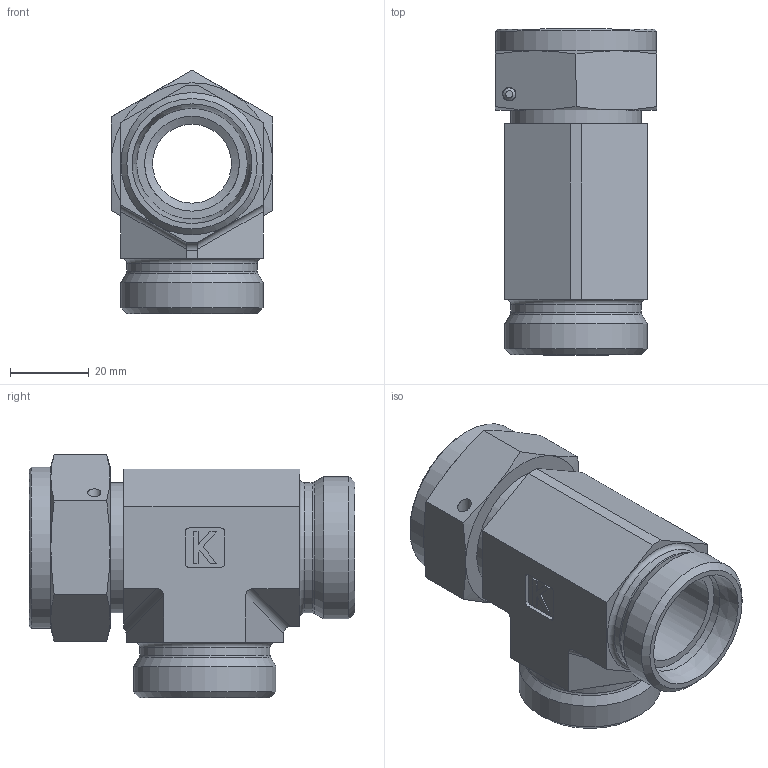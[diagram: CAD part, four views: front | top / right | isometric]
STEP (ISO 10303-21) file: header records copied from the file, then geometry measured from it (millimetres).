
FILE_DESCRIPTION((''),'2;1');
FILE_NAME('376882536.stp','2013-12-04T11:45:11',('User'),(''),'Autodesk Inventor 2012','Autodesk Inventor 2012','');
FILE_SCHEMA(('AUTOMOTIVE_DESIGN { 1 0 10303 214 1 1 1 1 }'));
Length unit declared in the file: millimetre
Products named in the file (1): Součást4
Bounding box: 41 x 82.5 x 61.67 mm (x, y, z)
Volume: 63939.5 mm3; surface area: 25116.1 mm2
Topology: 2 solids, 2 shells, 115 faces, 273 edges, 174 vertices
Faces by surface type: plane 55, cone 26, cylinder 25, torus 9
Full cylindrical faces by diameter (mm): 3.4 x1, 20 x1, 24 x2, 28 x2, 33 x3, 33.835 x1, 36 x2, 40.8 x1
Entity records: 3130 total; most frequent: CARTESIAN_POINT 650, DIRECTION 517, ORIENTED_EDGE 452, EDGE_CURVE 226, AXIS2_PLACEMENT_3D 203, EDGE_LOOP 169, VERTEX_POINT 163, FACE_OUTER_BOUND 115
